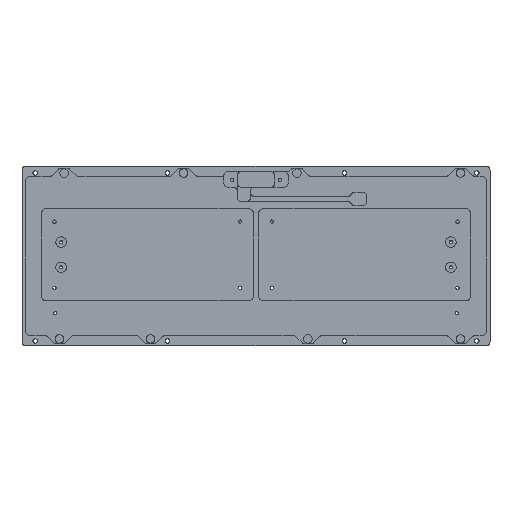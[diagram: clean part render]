
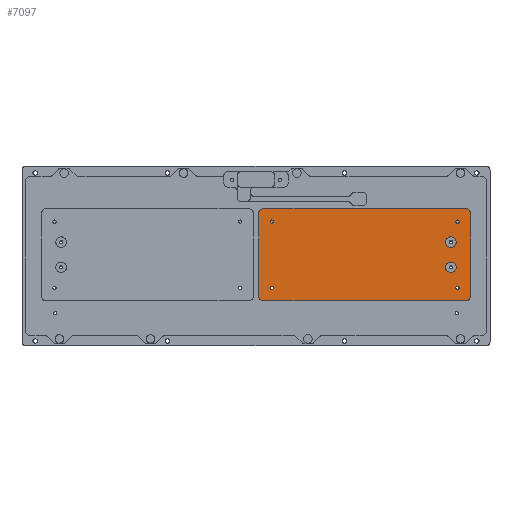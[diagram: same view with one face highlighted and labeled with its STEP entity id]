
A CAD part, top view. The second image highlights one B-rep face of the part: STEP entity #7097.
In plain terms, the highlighted planar face has unit normal (0, 0, 1).
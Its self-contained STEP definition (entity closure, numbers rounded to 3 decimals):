
#6812=CARTESIAN_POINT('',(373.921,-62.288,-6.55));
#6813=VERTEX_POINT('',#6812);
#6814=CARTESIAN_POINT('',(369.921,-58.288,-6.55));
#6815=VERTEX_POINT('',#6814);
#6816=CARTESIAN_POINT('',(369.921,-62.288,-6.55));
#6817=DIRECTION('',(-0.,0.,1.));
#6818=DIRECTION('',(0.707,0.707,0.));
#6819=AXIS2_PLACEMENT_3D('',#6816,#6817,#6818);
#6820=CIRCLE('',#6819,4.);
#6821=EDGE_CURVE('',#6813,#6815,#6820,.T.);
#6845=CARTESIAN_POINT('',(373.921,-124.333,-6.55));
#6846=VERTEX_POINT('',#6845);
#6847=CARTESIAN_POINT('',(373.921,-88.333,-6.55));
#6848=DIRECTION('',(0.,1.,0.));
#6849=VECTOR('',#6848,620.454);
#6850=LINE('',#6847,#6849);
#6851=EDGE_CURVE('',#6846,#6813,#6850,.T.);
#6868=CARTESIAN_POINT('',(369.921,-128.333,-6.55));
#6869=VERTEX_POINT('',#6868);
#6870=CARTESIAN_POINT('',(369.921,-124.333,-6.55));
#6871=DIRECTION('',(0.,0.,1.));
#6872=DIRECTION('',(0.707,-0.707,0.));
#6873=AXIS2_PLACEMENT_3D('',#6870,#6871,#6872);
#6874=CIRCLE('',#6873,4.);
#6875=EDGE_CURVE('',#6869,#6846,#6874,.T.);
#6894=CARTESIAN_POINT('',(217.421,-128.333,-6.55));
#6895=VERTEX_POINT('',#6894);
#6896=CARTESIAN_POINT('',(1733.921,-128.333,-6.55));
#6897=DIRECTION('',(1.,0.,-0.));
#6898=VECTOR('',#6897,1525.);
#6899=LINE('',#6896,#6898);
#6900=EDGE_CURVE('',#6895,#6869,#6899,.T.);
#6917=CARTESIAN_POINT('',(217.421,-58.288,-6.55));
#6918=VERTEX_POINT('',#6917);
#6919=CARTESIAN_POINT('',(213.421,-62.288,-6.55));
#6920=VERTEX_POINT('',#6919);
#6921=CARTESIAN_POINT('',(217.421,-62.288,-6.55));
#6922=DIRECTION('',(0.,0.,1.));
#6923=DIRECTION('',(-0.707,0.707,0.));
#6924=AXIS2_PLACEMENT_3D('',#6921,#6922,#6923);
#6925=CIRCLE('',#6924,4.);
#6926=EDGE_CURVE('',#6918,#6920,#6925,.T.);
#6944=CARTESIAN_POINT('',(211.421,-93.31,-6.55));
#6945=DIRECTION('',(0.,0.,1.));
#6946=DIRECTION('',(1.,0.,-0.));
#6947=AXIS2_PLACEMENT_3D('',#6944,#6945,#6946);
#6948=PLANE('',#6947);
#6949=ORIENTED_EDGE('',*,*,#6821,.T.);
#6950=CARTESIAN_POINT('',(333.921,-58.288,-6.55));
#6951=DIRECTION('',(-1.,0.,0.));
#6952=VECTOR('',#6951,1525.);
#6953=LINE('',#6950,#6952);
#6954=EDGE_CURVE('',#6815,#6918,#6953,.T.);
#6955=ORIENTED_EDGE('',*,*,#6954,.T.);
#6956=ORIENTED_EDGE('',*,*,#6926,.T.);
#6957=CARTESIAN_POINT('',(213.421,-124.333,-6.55));
#6958=VERTEX_POINT('',#6957);
#6959=CARTESIAN_POINT('',(213.421,216.917,-6.55));
#6960=DIRECTION('',(0.,-1.,0.));
#6961=VECTOR('',#6960,620.454);
#6962=LINE('',#6959,#6961);
#6963=EDGE_CURVE('',#6920,#6958,#6962,.T.);
#6964=ORIENTED_EDGE('',*,*,#6963,.T.);
#6965=CARTESIAN_POINT('',(217.421,-124.333,-6.55));
#6966=DIRECTION('',(-0.,0.,1.));
#6967=DIRECTION('',(-0.707,-0.707,0.));
#6968=AXIS2_PLACEMENT_3D('',#6965,#6966,#6967);
#6969=CIRCLE('',#6968,4.);
#6970=EDGE_CURVE('',#6958,#6895,#6969,.T.);
#6971=ORIENTED_EDGE('',*,*,#6970,.T.);
#6972=ORIENTED_EDGE('',*,*,#6900,.T.);
#6973=ORIENTED_EDGE('',*,*,#6875,.T.);
#6974=ORIENTED_EDGE('',*,*,#6851,.T.);
#6975=EDGE_LOOP('',(#6949,#6955,#6956,#6964,#6971,#6972,#6973,#6974));
#6976=FACE_BOUND('',#6975,.T.);
#6977=CARTESIAN_POINT('',(365.171,-68.288,-6.55));
#6978=VERTEX_POINT('',#6977);
#6979=CARTESIAN_POINT('',(362.671,-68.288,-6.55));
#6980=VERTEX_POINT('',#6979);
#6981=CARTESIAN_POINT('',(363.921,-68.288,-6.55));
#6982=DIRECTION('',(0.,-0.,-1.));
#6983=DIRECTION('',(1.,0.,0.));
#6984=AXIS2_PLACEMENT_3D('',#6981,#6982,#6983);
#6985=CIRCLE('',#6984,1.25);
#6986=EDGE_CURVE('',#6978,#6980,#6985,.T.);
#6987=ORIENTED_EDGE('',*,*,#6986,.T.);
#6988=CARTESIAN_POINT('',(363.921,-68.288,-6.55));
#6989=DIRECTION('',(0.,-0.,-1.));
#6990=DIRECTION('',(1.,0.,0.));
#6991=AXIS2_PLACEMENT_3D('',#6988,#6989,#6990);
#6992=CIRCLE('',#6991,1.25);
#6993=EDGE_CURVE('',#6980,#6978,#6992,.T.);
#6994=ORIENTED_EDGE('',*,*,#6993,.T.);
#6995=EDGE_LOOP('',(#6987,#6994));
#6996=FACE_BOUND('',#6995,.T.);
#6997=CARTESIAN_POINT('',(365.171,-118.333,-6.55));
#6998=VERTEX_POINT('',#6997);
#6999=CARTESIAN_POINT('',(362.671,-118.333,-6.55));
#7000=VERTEX_POINT('',#6999);
#7001=CARTESIAN_POINT('',(363.921,-118.333,-6.55));
#7002=DIRECTION('',(0.,-0.,-1.));
#7003=DIRECTION('',(1.,0.,0.));
#7004=AXIS2_PLACEMENT_3D('',#7001,#7002,#7003);
#7005=CIRCLE('',#7004,1.25);
#7006=EDGE_CURVE('',#6998,#7000,#7005,.T.);
#7007=ORIENTED_EDGE('',*,*,#7006,.T.);
#7008=CARTESIAN_POINT('',(363.921,-118.333,-6.55));
#7009=DIRECTION('',(0.,-0.,-1.));
#7010=DIRECTION('',(1.,0.,0.));
#7011=AXIS2_PLACEMENT_3D('',#7008,#7009,#7010);
#7012=CIRCLE('',#7011,1.25);
#7013=EDGE_CURVE('',#7000,#6998,#7012,.T.);
#7014=ORIENTED_EDGE('',*,*,#7013,.T.);
#7015=EDGE_LOOP('',(#7007,#7014));
#7016=FACE_BOUND('',#7015,.T.);
#7017=CARTESIAN_POINT('',(224.671,-68.288,-6.55));
#7018=VERTEX_POINT('',#7017);
#7019=CARTESIAN_POINT('',(222.171,-68.288,-6.55));
#7020=VERTEX_POINT('',#7019);
#7021=CARTESIAN_POINT('',(223.421,-68.288,-6.55));
#7022=DIRECTION('',(0.,-0.,-1.));
#7023=DIRECTION('',(1.,0.,0.));
#7024=AXIS2_PLACEMENT_3D('',#7021,#7022,#7023);
#7025=CIRCLE('',#7024,1.25);
#7026=EDGE_CURVE('',#7018,#7020,#7025,.T.);
#7027=ORIENTED_EDGE('',*,*,#7026,.T.);
#7028=CARTESIAN_POINT('',(223.421,-68.288,-6.55));
#7029=DIRECTION('',(0.,-0.,-1.));
#7030=DIRECTION('',(1.,0.,0.));
#7031=AXIS2_PLACEMENT_3D('',#7028,#7029,#7030);
#7032=CIRCLE('',#7031,1.25);
#7033=EDGE_CURVE('',#7020,#7018,#7032,.T.);
#7034=ORIENTED_EDGE('',*,*,#7033,.T.);
#7035=EDGE_LOOP('',(#7027,#7034));
#7036=FACE_BOUND('',#7035,.T.);
#7037=CARTESIAN_POINT('',(224.671,-118.333,-6.55));
#7038=VERTEX_POINT('',#7037);
#7039=CARTESIAN_POINT('',(222.171,-118.333,-6.55));
#7040=VERTEX_POINT('',#7039);
#7041=CARTESIAN_POINT('',(223.421,-118.333,-6.55));
#7042=DIRECTION('',(0.,-0.,-1.));
#7043=DIRECTION('',(1.,0.,0.));
#7044=AXIS2_PLACEMENT_3D('',#7041,#7042,#7043);
#7045=CIRCLE('',#7044,1.25);
#7046=EDGE_CURVE('',#7038,#7040,#7045,.T.);
#7047=ORIENTED_EDGE('',*,*,#7046,.T.);
#7048=CARTESIAN_POINT('',(223.421,-118.333,-6.55));
#7049=DIRECTION('',(0.,-0.,-1.));
#7050=DIRECTION('',(1.,0.,0.));
#7051=AXIS2_PLACEMENT_3D('',#7048,#7049,#7050);
#7052=CIRCLE('',#7051,1.25);
#7053=EDGE_CURVE('',#7040,#7038,#7052,.T.);
#7054=ORIENTED_EDGE('',*,*,#7053,.T.);
#7055=EDGE_LOOP('',(#7047,#7054));
#7056=FACE_BOUND('',#7055,.T.);
#7057=CARTESIAN_POINT('',(362.921,-102.863,-6.55));
#7058=VERTEX_POINT('',#7057);
#7059=CARTESIAN_POINT('',(354.921,-102.863,-6.55));
#7060=VERTEX_POINT('',#7059);
#7061=CARTESIAN_POINT('',(358.921,-102.863,-6.55));
#7062=DIRECTION('',(0.,0.,-1.));
#7063=DIRECTION('',(1.,0.,0.));
#7064=AXIS2_PLACEMENT_3D('',#7061,#7062,#7063);
#7065=CIRCLE('',#7064,4.);
#7066=EDGE_CURVE('',#7058,#7060,#7065,.T.);
#7067=ORIENTED_EDGE('',*,*,#7066,.T.);
#7068=CARTESIAN_POINT('',(358.921,-102.863,-6.55));
#7069=DIRECTION('',(0.,0.,-1.));
#7070=DIRECTION('',(1.,0.,0.));
#7071=AXIS2_PLACEMENT_3D('',#7068,#7069,#7070);
#7072=CIRCLE('',#7071,4.);
#7073=EDGE_CURVE('',#7060,#7058,#7072,.T.);
#7074=ORIENTED_EDGE('',*,*,#7073,.T.);
#7075=EDGE_LOOP('',(#7067,#7074));
#7076=FACE_BOUND('',#7075,.T.);
#7077=CARTESIAN_POINT('',(362.921,-83.758,-6.55));
#7078=VERTEX_POINT('',#7077);
#7079=CARTESIAN_POINT('',(354.921,-83.758,-6.55));
#7080=VERTEX_POINT('',#7079);
#7081=CARTESIAN_POINT('',(358.921,-83.758,-6.55));
#7082=DIRECTION('',(0.,0.,-1.));
#7083=DIRECTION('',(1.,0.,0.));
#7084=AXIS2_PLACEMENT_3D('',#7081,#7082,#7083);
#7085=CIRCLE('',#7084,4.);
#7086=EDGE_CURVE('',#7078,#7080,#7085,.T.);
#7087=ORIENTED_EDGE('',*,*,#7086,.T.);
#7088=CARTESIAN_POINT('',(358.921,-83.758,-6.55));
#7089=DIRECTION('',(0.,0.,-1.));
#7090=DIRECTION('',(1.,0.,0.));
#7091=AXIS2_PLACEMENT_3D('',#7088,#7089,#7090);
#7092=CIRCLE('',#7091,4.);
#7093=EDGE_CURVE('',#7080,#7078,#7092,.T.);
#7094=ORIENTED_EDGE('',*,*,#7093,.T.);
#7095=EDGE_LOOP('',(#7087,#7094));
#7096=FACE_BOUND('',#7095,.T.);
#7097=ADVANCED_FACE('',(#6976,#6996,#7016,#7036,#7056,#7076,#7096),#6948,.T.);
